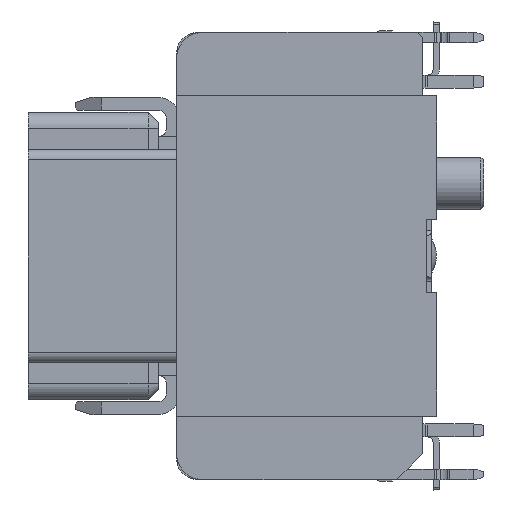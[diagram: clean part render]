
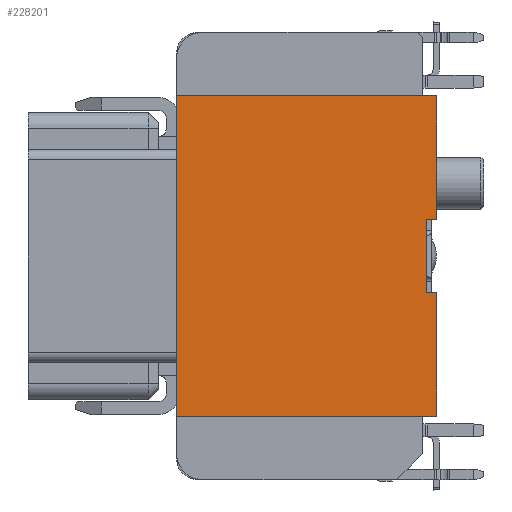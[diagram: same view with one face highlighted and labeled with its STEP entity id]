
A CAD part, left-side view. The second image highlights one B-rep face of the part: STEP entity #228201.
In plain terms, the highlighted planar face has unit normal (-1, 0, 0).
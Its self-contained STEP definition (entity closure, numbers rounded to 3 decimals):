
#983 = EDGE_CURVE ( 'NONE', #187997, #82288, #201631, .T. ) ;
#1012 = ORIENTED_EDGE ( 'NONE', *, *, #235395, .T. ) ;
#2146 = ORIENTED_EDGE ( 'NONE', *, *, #983, .F. ) ;
#2601 = DIRECTION ( 'NONE',  ( 0., 0., -1. ) ) ;
#8007 = FACE_OUTER_BOUND ( 'NONE', #105346, .T. ) ;
#23781 = EDGE_CURVE ( 'NONE', #219021, #187997, #145059, .T. ) ;
#28248 = LINE ( 'NONE', #196195, #183054 ) ;
#39407 = CARTESIAN_POINT ( 'NONE',  ( -21.85, 5.05, -3.08 ) ) ;
#41978 = VECTOR ( 'NONE', #214919, 1000. ) ;
#47488 = CARTESIAN_POINT ( 'NONE',  ( -21.85, 0.05, 0.7 ) ) ;
#50466 = VERTEX_POINT ( 'NONE', #39407 ) ;
#51717 = CARTESIAN_POINT ( 'NONE',  ( -21.85, 5.05, -4.08 ) ) ;
#63268 = VECTOR ( 'NONE', #203983, 1000. ) ;
#67107 = ORIENTED_EDGE ( 'NONE', *, *, #233478, .F. ) ;
#82288 = VERTEX_POINT ( 'NONE', #47488 ) ;
#83219 = VERTEX_POINT ( 'NONE', #107312 ) ;
#85860 = CARTESIAN_POINT ( 'NONE',  ( -21.85, 7.3, 0.7 ) ) ;
#90928 = DIRECTION ( 'NONE',  ( 0., 1., 0. ) ) ;
#91133 = EDGE_CURVE ( 'NONE', #50466, #219021, #220747, .T. ) ;
#96668 = VERTEX_POINT ( 'NONE', #214274 ) ;
#99027 = ORIENTED_EDGE ( 'NONE', *, *, #198388, .F. ) ;
#99433 = DIRECTION ( 'NONE',  ( 0., 0., -1. ) ) ;
#104786 = EDGE_CURVE ( 'NONE', #188536, #233754, #228570, .T. ) ;
#105346 = EDGE_LOOP ( 'NONE', ( #67107, #157096, #224157, #1012, #2146, #194122, #244203, #99027 ) ) ;
#107312 = CARTESIAN_POINT ( 'NONE',  ( -21.85, 0.05, -3.08 ) ) ;
#108664 = LINE ( 'NONE', #85860, #154249 ) ;
#109475 = CARTESIAN_POINT ( 'NONE',  ( -21.85, 0.25, -0.7 ) ) ;
#116079 = VECTOR ( 'NONE', #90928, 1000. ) ;
#122375 = DIRECTION ( 'NONE',  ( 0., 0., -1. ) ) ;
#143200 = DIRECTION ( 'NONE',  ( 0., 0., -1. ) ) ;
#143502 = DIRECTION ( 'NONE',  ( 0., -1., 0. ) ) ;
#145059 = LINE ( 'NONE', #155535, #41978 ) ;
#150039 = VECTOR ( 'NONE', #143200, 1000. ) ;
#154249 = VECTOR ( 'NONE', #143502, 1000. ) ;
#155535 = CARTESIAN_POINT ( 'NONE',  ( -21.85, 4.8, 3.08 ) ) ;
#157096 = ORIENTED_EDGE ( 'NONE', *, *, #250942, .T. ) ;
#159279 = CARTESIAN_POINT ( 'NONE',  ( -21.85, 0.25, 0.7 ) ) ;
#160595 = PLANE ( 'NONE',  #181993 ) ;
#162116 = CARTESIAN_POINT ( 'NONE',  ( -21.85, 0.05, 3.08 ) ) ;
#164966 = CARTESIAN_POINT ( 'NONE',  ( -21.85, 4.8, -3.08 ) ) ;
#167705 = LINE ( 'NONE', #168187, #116079 ) ;
#167903 = DIRECTION ( 'NONE',  ( 0., 0., 1. ) ) ;
#168187 = CARTESIAN_POINT ( 'NONE',  ( -21.85, 7.3, -0.7 ) ) ;
#169181 = VECTOR ( 'NONE', #167903, 1000. ) ;
#177022 = VECTOR ( 'NONE', #2601, 1000. ) ;
#180149 = CARTESIAN_POINT ( 'NONE',  ( -21.85, 4.8, -4.08 ) ) ;
#181093 = CARTESIAN_POINT ( 'NONE',  ( -21.85, 5.05, 3.08 ) ) ;
#181993 = AXIS2_PLACEMENT_3D ( 'NONE', #180149, #238607, #122375 ) ;
#183054 = VECTOR ( 'NONE', #99433, 1000. ) ;
#187997 = VERTEX_POINT ( 'NONE', #162116 ) ;
#188536 = VERTEX_POINT ( 'NONE', #159279 ) ;
#194122 = ORIENTED_EDGE ( 'NONE', *, *, #23781, .F. ) ;
#196009 = CARTESIAN_POINT ( 'NONE',  ( -21.85, 0.25, 0. ) ) ;
#196195 = CARTESIAN_POINT ( 'NONE',  ( -21.85, 0.05, 3.86 ) ) ;
#198388 = EDGE_CURVE ( 'NONE', #83219, #50466, #218087, .T. ) ;
#201631 = LINE ( 'NONE', #221273, #150039 ) ;
#203983 = DIRECTION ( 'NONE',  ( 0., 1., 0. ) ) ;
#214274 = CARTESIAN_POINT ( 'NONE',  ( -21.85, 0.05, -0.7 ) ) ;
#214919 = DIRECTION ( 'NONE',  ( 0., -1., 0. ) ) ;
#218087 = LINE ( 'NONE', #164966, #63268 ) ;
#219021 = VERTEX_POINT ( 'NONE', #181093 ) ;
#220747 = LINE ( 'NONE', #51717, #169181 ) ;
#221273 = CARTESIAN_POINT ( 'NONE',  ( -21.85, 0.05, 3.86 ) ) ;
#224157 = ORIENTED_EDGE ( 'NONE', *, *, #104786, .F. ) ;
#228201 = ADVANCED_FACE ( 'NONE', ( #8007 ), #160595, .F. ) ;
#228570 = LINE ( 'NONE', #196009, #177022 ) ;
#233478 = EDGE_CURVE ( 'NONE', #96668, #83219, #28248, .T. ) ;
#233754 = VERTEX_POINT ( 'NONE', #109475 ) ;
#235395 = EDGE_CURVE ( 'NONE', #188536, #82288, #108664, .T. ) ;
#238607 = DIRECTION ( 'NONE',  ( 1., 0., 0. ) ) ;
#244203 = ORIENTED_EDGE ( 'NONE', *, *, #91133, .F. ) ;
#250942 = EDGE_CURVE ( 'NONE', #96668, #233754, #167705, .T. ) ;
